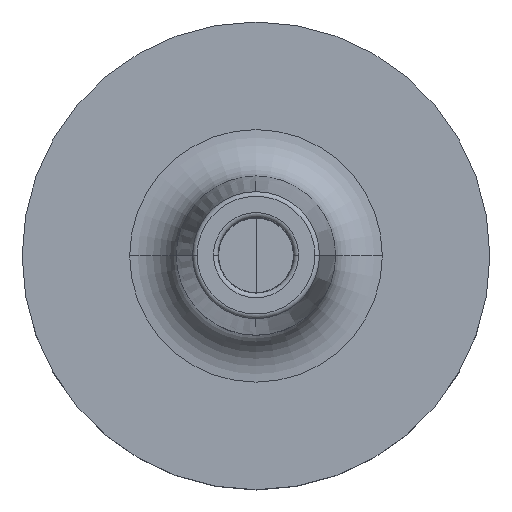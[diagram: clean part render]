
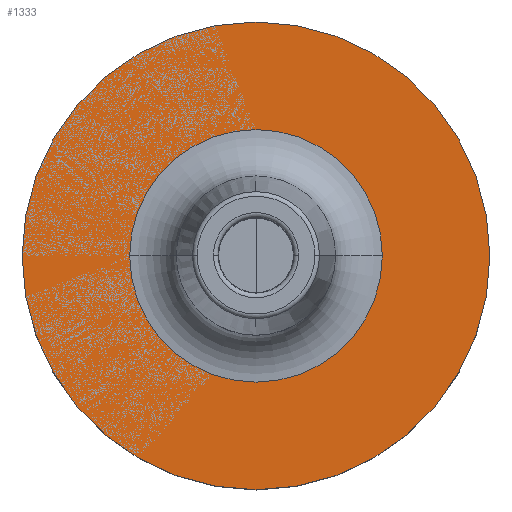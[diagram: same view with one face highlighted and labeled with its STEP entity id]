
A CAD part, top view. The second image highlights one B-rep face of the part: STEP entity #1333.
In plain terms, the highlighted planar face has unit normal (0, 0, 1).
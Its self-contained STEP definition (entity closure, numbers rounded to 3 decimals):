
#378=CARTESIAN_POINT('',(0.,0.,28.95));
#379=DIRECTION('',(0.,0.,1.));
#380=DIRECTION('',(0.,-1.,0.));
#381=AXIS2_PLACEMENT_3D('',#378,#379,#380);
#386=CARTESIAN_POINT('',(0.,0.,28.95));
#387=DIRECTION('',(0.,0.,1.));
#388=DIRECTION('',(0.,1.,0.));
#389=AXIS2_PLACEMENT_3D('',#386,#387,#388);
#394=CARTESIAN_POINT('',(0.,0.,28.95));
#395=DIRECTION('',(0.,0.,1.));
#396=DIRECTION('',(1.,0.,0.));
#397=AXIS2_PLACEMENT_3D('',#394,#395,#396);
#402=CARTESIAN_POINT('',(0.,0.,28.95));
#403=DIRECTION('',(0.,0.,-1.));
#404=DIRECTION('',(1.,0.,0.));
#405=AXIS2_PLACEMENT_3D('',#402,#403,#404);
#872=CARTESIAN_POINT('',(27.,0.,28.95));
#873=VERTEX_POINT('',#872);
#874=CARTESIAN_POINT('',(-27.,0.,28.95));
#875=VERTEX_POINT('',#874);
#960=CARTESIAN_POINT('',(0.,-50.,28.95));
#961=CARTESIAN_POINT('',(0.,50.,28.95));
#962=VERTEX_POINT('',#960);
#963=VERTEX_POINT('',#961);
#1318=CARTESIAN_POINT('',(0.,0.,28.95));
#1319=DIRECTION('',(0.,0.,1.));
#1320=DIRECTION('',(1.,0.,0.));
#1321=AXIS2_PLACEMENT_3D('',#1318,#1319,#1320);
#1322=PLANE('',#1321);
#1323=ORIENTED_EDGE('',*,*,#1001,.F.);
#1324=ORIENTED_EDGE('',*,*,#1059,.F.);
#1325=EDGE_LOOP('',(#1323,#1324));
#1326=FACE_OUTER_BOUND('',#1325,.F.);
#1328=ORIENTED_EDGE('',*,*,#1327,.T.);
#1330=ORIENTED_EDGE('',*,*,#1329,.F.);
#1331=EDGE_LOOP('',(#1328,#1330));
#1332=FACE_BOUND('',#1331,.F.);
#382=CIRCLE('',#381,50.);
#390=CIRCLE('',#389,50.);
#398=CIRCLE('',#397,27.);
#406=CIRCLE('',#405,27.);
#1001=EDGE_CURVE('',#962,#963,#382,.T.);
#1059=EDGE_CURVE('',#963,#962,#390,.T.);
#1327=EDGE_CURVE('',#873,#875,#398,.T.);
#1329=EDGE_CURVE('',#873,#875,#406,.T.);
#1333=ADVANCED_FACE('',(#1326,#1332),#1322,.T.);
